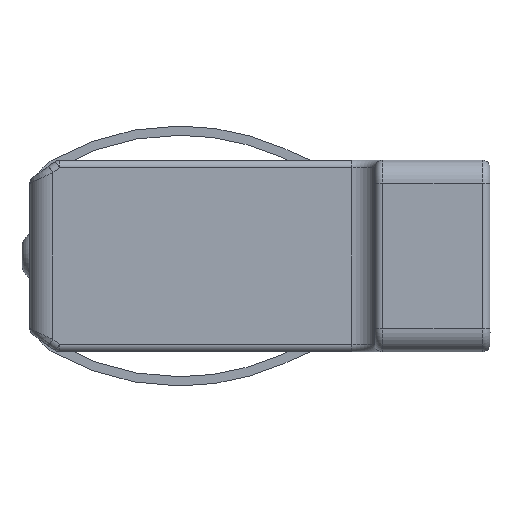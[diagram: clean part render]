
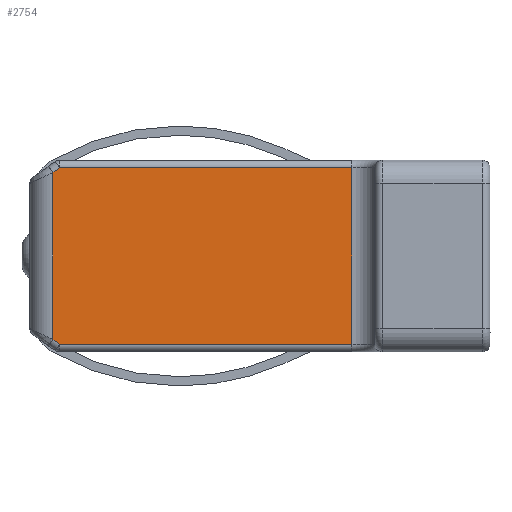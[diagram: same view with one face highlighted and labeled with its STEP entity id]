
A CAD part, left-side view. The second image highlights one B-rep face of the part: STEP entity #2754.
In plain terms, the highlighted planar face has unit normal (-1, 0, 0).
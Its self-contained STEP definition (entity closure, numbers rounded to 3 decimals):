
#1354=EDGE_CURVE('NONE',#2492,#3580,#3850,.T.);
#1690=EDGE_CURVE('NONE',#3054,#2998,#4222,.F.);
#2052=VERTEX_POINT('NONE',#4636);
#2492=VERTEX_POINT('NONE',#5126);
#2736=VERTEX_POINT('NONE',#5390);
#2754=ADVANCED_FACE('NONE',(#5409),#5410,.F.);
#2774=EDGE_CURVE('NONE',#2736,#2492,#5431,.T.);
#2946=EDGE_CURVE('NONE',#3580,#2052,#5624,.T.);
#2998=VERTEX_POINT('NONE',#5682);
#3054=VERTEX_POINT('NONE',#5744);
#3456=EDGE_CURVE('NONE',#2052,#3054,#6196,.T.);
#3502=EDGE_CURVE('NONE',#2998,#2736,#6247,.T.);
#3580=VERTEX_POINT('NONE',#6332);
#3850=LINE('',#7068,#7069);
#4222=LINE('',#10622,#10623);
#4636=CARTESIAN_POINT('',(-11.5,57.0,10.88));
#5126=CARTESIAN_POINT('',(-11.5,56.114,-11.5));
#5390=CARTESIAN_POINT('',(-11.5,18.,-11.5));
#5409=FACE_OUTER_BOUND('',#19208,.T.);
#5410=PLANE('',#19209);
#5431=LINE('',#19236,#19237);
#5624=LINE('',#21569,#21570);
#5682=CARTESIAN_POINT('',(-11.5,18.,11.5));
#5744=CARTESIAN_POINT('',(-11.5,56.114,11.5));
#6196=LINE('',#27345,#27346);
#6247=LINE('',#27444,#27445);
#6332=CARTESIAN_POINT('',(-11.5,57.0,-10.88));
#7068=CARTESIAN_POINT('',(-11.5,59.426,-9.181));
#7069=VECTOR('',#28326,1.0);
#10622=CARTESIAN_POINT('',(-11.5,15.0,11.5));
#10623=VECTOR('',#28776,1.0);
#19208=EDGE_LOOP('',(#30193,#30194,#30195,#30196,#30197,#30198));
#19209=AXIS2_PLACEMENT_3D('',#30199,#30200,#30201);
#19236=CARTESIAN_POINT('',(-11.5,60.0,-11.5));
#19237=VECTOR('',#30214,1.0);
#21569=CARTESIAN_POINT('',(-11.5,57.0,12.5));
#21570=VECTOR('',#30453,1.0);
#27345=CARTESIAN_POINT('',(-11.5,69.998,1.779));
#27346=VECTOR('',#31103,1.0);
#27444=CARTESIAN_POINT('',(-11.5,18.,-12.5));
#27445=VECTOR('',#31169,1.0);
#28326=DIRECTION('',(0.,0.819,0.574));
#28776=DIRECTION('',(0.0,1.0,0.0));
#30193=ORIENTED_EDGE('',*,*,#3456,.F.);
#30194=ORIENTED_EDGE('',*,*,#2946,.F.);
#30195=ORIENTED_EDGE('',*,*,#1354,.F.);
#30196=ORIENTED_EDGE('',*,*,#2774,.F.);
#30197=ORIENTED_EDGE('',*,*,#3502,.F.);
#30198=ORIENTED_EDGE('',*,*,#1690,.F.);
#30199=CARTESIAN_POINT('',(-11.5,60.0,-12.5));
#30200=DIRECTION('',(1.0,0.0,0.0));
#30201=DIRECTION('',(0.0,1.0,-0.0));
#30214=DIRECTION('',(0.0,1.0,0.0));
#30453=DIRECTION('',(0.0,-0.0,1.0));
#31103=DIRECTION('',(0.,-0.819,0.574));
#31169=DIRECTION('',(0.0,0.0,-1.0));
